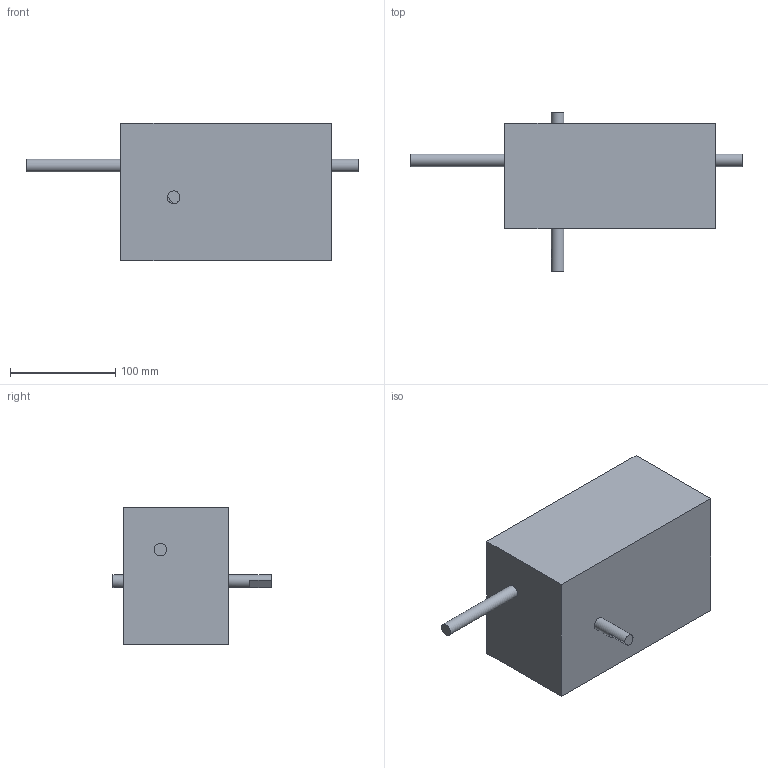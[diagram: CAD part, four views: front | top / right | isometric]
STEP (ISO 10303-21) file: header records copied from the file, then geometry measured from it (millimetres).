
FILE_DESCRIPTION(/* description */ ('','CAx-IF Rec.Pracs.---Representation and Presentation of Product Manufacturing Information (PMI)---4.0---2014-10-13'),/* implementation_level */ '2;1');
FILE_NAME(/* name */ '23_Getriebe.stp',/* time_stamp */ '2023-05-18T09:33:02+02:00',/* author */ ('thomas'),/* organization */ (''),/* preprocessor_version */ 'ST-DEVELOPER v18.1',/* originating_system */ 'Autodesk Inventor 2020',/* authorisation */ '');
FILE_SCHEMA (('AP242_MANAGED_MODEL_BASED_3D_ENGINEERING_MIM_LF { 1 0 10303 442 1 1 4 }'));
Length unit declared in the file: millimetre
Products named in the file (1): 23_Getriebe_Substitute
Bounding box: 315 x 150 x 130 mm (x, y, z)
Volume: 2618413.3 mm3; surface area: 124197.4 mm2
Topology: 1 solids, 1 shells, 16 faces, 34 edges, 24 vertices
Faces by surface type: plane 12, cylinder 4
Full cylindrical faces by diameter (mm): 12 x4
Entity records: 626 total; most frequent: DIRECTION 108, CARTESIAN_POINT 92, ORIENTED_EDGE 68, AXIS2_PLACEMENT_3D 44, EDGE_CURVE 34, VERTEX_POINT 24, EDGE_LOOP 20, LINE 20
